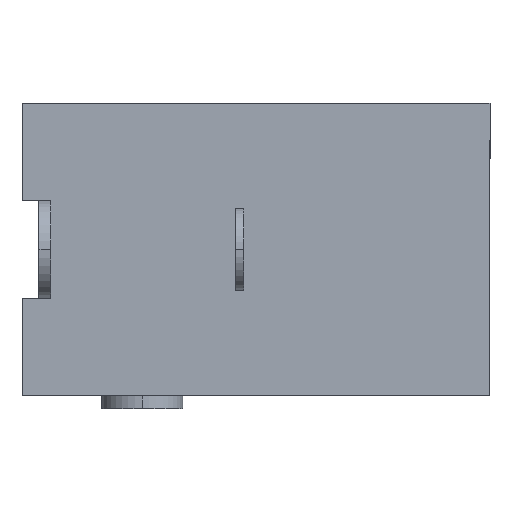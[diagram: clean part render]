
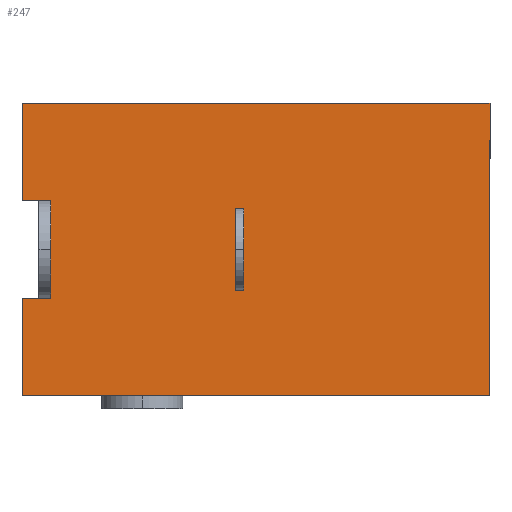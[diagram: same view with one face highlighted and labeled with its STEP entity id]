
A CAD part, front view. The second image highlights one B-rep face of the part: STEP entity #247.
In plain terms, the highlighted planar face has unit normal (0, -1, 0).
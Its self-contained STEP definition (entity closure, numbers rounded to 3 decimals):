
#3 = VECTOR ( 'NONE', #1512, 1000. ) ;
#28 = VERTEX_POINT ( 'NONE', #1628 ) ;
#93 = AXIS2_PLACEMENT_3D ( 'NONE', #236, #387, #1699 ) ;
#177 = LINE ( 'NONE', #1103, #1109 ) ;
#214 = VERTEX_POINT ( 'NONE', #545 ) ;
#236 = CARTESIAN_POINT ( 'NONE',  ( 4.5, -6.5, -3.5 ) ) ;
#247 = ADVANCED_FACE ( 'NONE', ( #543 ), #403, .T. ) ;
#292 = EDGE_CURVE ( 'NONE', #1473, #490, #1698, .T. ) ;
#306 = VECTOR ( 'NONE', #1374, 1000. ) ;
#317 = VERTEX_POINT ( 'NONE', #782 ) ;
#341 = CARTESIAN_POINT ( 'NONE',  ( -20.299, -6.5, -14.4 ) ) ;
#352 = VERTEX_POINT ( 'NONE', #1352 ) ;
#387 = DIRECTION ( 'NONE',  ( 0., -1., 0. ) ) ;
#395 = LINE ( 'NONE', #1380, #1879 ) ;
#403 = PLANE ( 'NONE',  #93 ) ;
#453 = ORIENTED_EDGE ( 'NONE', *, *, #1627, .T. ) ;
#490 = VERTEX_POINT ( 'NONE', #1019 ) ;
#496 = ORIENTED_EDGE ( 'NONE', *, *, #684, .F. ) ;
#543 = FACE_OUTER_BOUND ( 'NONE', #1804, .T. ) ;
#545 = CARTESIAN_POINT ( 'NONE',  ( -1.5, -6.5, -14.4 ) ) ;
#548 = VERTEX_POINT ( 'NONE', #1008 ) ;
#615 = CARTESIAN_POINT ( 'NONE',  ( 1.5, -6.5, -14.4 ) ) ;
#684 = EDGE_CURVE ( 'NONE', #28, #352, #1085, .T. ) ;
#685 = CARTESIAN_POINT ( 'NONE',  ( -4.5, -6.5, -3.5 ) ) ;
#720 = VECTOR ( 'NONE', #1664, 1000. ) ;
#749 = ORIENTED_EDGE ( 'NONE', *, *, #292, .T. ) ;
#765 = LINE ( 'NONE', #947, #1693 ) ;
#782 = CARTESIAN_POINT ( 'NONE',  ( 4.5, -6.5, 0. ) ) ;
#789 = CARTESIAN_POINT ( 'NONE',  ( -1.5, -6.5, -16.88 ) ) ;
#813 = DIRECTION ( 'NONE',  ( -1., 0., 0. ) ) ;
#875 = CARTESIAN_POINT ( 'NONE',  ( 1.5, -6.5, -13.52 ) ) ;
#881 = LINE ( 'NONE', #789, #720 ) ;
#921 = CARTESIAN_POINT ( 'NONE',  ( -20.299, -6.5, -14.4 ) ) ;
#947 = CARTESIAN_POINT ( 'NONE',  ( 4.5, -6.5, -3.5 ) ) ;
#997 = ORIENTED_EDGE ( 'NONE', *, *, #1110, .T. ) ;
#1008 = CARTESIAN_POINT ( 'NONE',  ( -1.5, -6.5, -13.52 ) ) ;
#1019 = CARTESIAN_POINT ( 'NONE',  ( 4.5, -6.5, -14.4 ) ) ;
#1085 = LINE ( 'NONE', #685, #1422 ) ;
#1091 = CARTESIAN_POINT ( 'NONE',  ( 1.5, -6.5, -16.88 ) ) ;
#1096 = DIRECTION ( 'NONE',  ( 1., 0., 0. ) ) ;
#1097 = ORIENTED_EDGE ( 'NONE', *, *, #1151, .F. ) ;
#1103 = CARTESIAN_POINT ( 'NONE',  ( 4.5, -6.5, 0. ) ) ;
#1109 = VECTOR ( 'NONE', #1096, 1000. ) ;
#1110 = EDGE_CURVE ( 'NONE', #28, #214, #1379, .T. ) ;
#1151 = EDGE_CURVE ( 'NONE', #352, #317, #177, .T. ) ;
#1196 = EDGE_CURVE ( 'NONE', #1358, #548, #395, .T. ) ;
#1197 = EDGE_CURVE ( 'NONE', #490, #317, #765, .T. ) ;
#1200 = LINE ( 'NONE', #1091, #3 ) ;
#1213 = DIRECTION ( 'NONE',  ( 1., 0., 0. ) ) ;
#1260 = DIRECTION ( 'NONE',  ( 0., 0., 1. ) ) ;
#1266 = DIRECTION ( 'NONE',  ( 0., 0., 1. ) ) ;
#1287 = EDGE_CURVE ( 'NONE', #1473, #1358, #1200, .T. ) ;
#1352 = CARTESIAN_POINT ( 'NONE',  ( -4.5, -6.5, 0. ) ) ;
#1358 = VERTEX_POINT ( 'NONE', #875 ) ;
#1374 = DIRECTION ( 'NONE',  ( 1., 0., 0. ) ) ;
#1379 = LINE ( 'NONE', #341, #1840 ) ;
#1380 = CARTESIAN_POINT ( 'NONE',  ( 1.5, -6.5, -13.52 ) ) ;
#1422 = VECTOR ( 'NONE', #1266, 1000. ) ;
#1425 = ORIENTED_EDGE ( 'NONE', *, *, #1196, .F. ) ;
#1450 = ORIENTED_EDGE ( 'NONE', *, *, #1197, .T. ) ;
#1473 = VERTEX_POINT ( 'NONE', #615 ) ;
#1512 = DIRECTION ( 'NONE',  ( 0., 0., 1. ) ) ;
#1524 = ORIENTED_EDGE ( 'NONE', *, *, #1287, .F. ) ;
#1627 = EDGE_CURVE ( 'NONE', #214, #548, #881, .T. ) ;
#1628 = CARTESIAN_POINT ( 'NONE',  ( -4.5, -6.5, -14.4 ) ) ;
#1664 = DIRECTION ( 'NONE',  ( 0., 0., 1. ) ) ;
#1693 = VECTOR ( 'NONE', #1260, 1000. ) ;
#1698 = LINE ( 'NONE', #921, #306 ) ;
#1699 = DIRECTION ( 'NONE',  ( 1., 0., 0. ) ) ;
#1804 = EDGE_LOOP ( 'NONE', ( #1425, #1524, #749, #1450, #1097, #496, #997, #453 ) ) ;
#1840 = VECTOR ( 'NONE', #1213, 1000. ) ;
#1879 = VECTOR ( 'NONE', #813, 1000. ) ;
